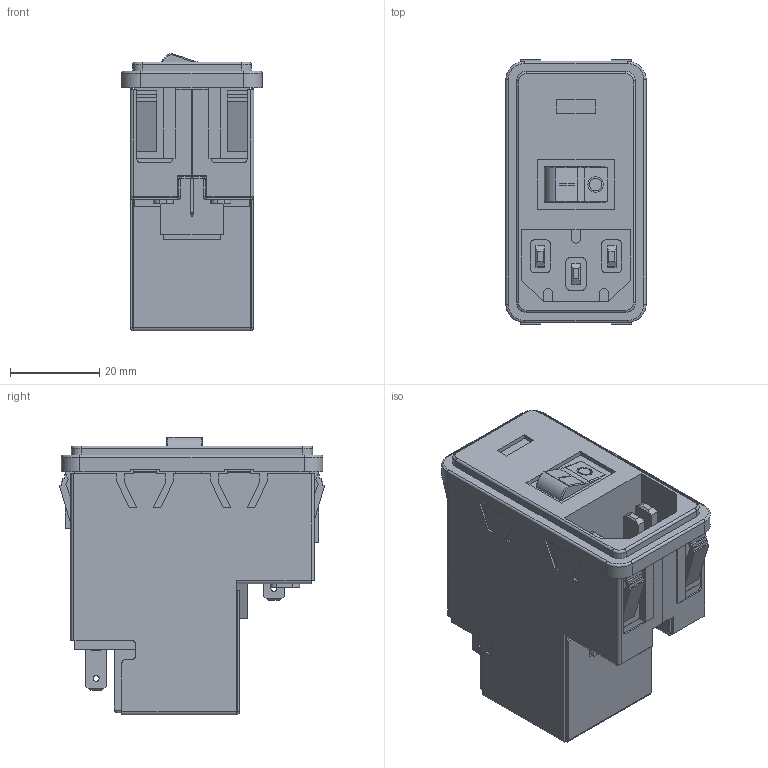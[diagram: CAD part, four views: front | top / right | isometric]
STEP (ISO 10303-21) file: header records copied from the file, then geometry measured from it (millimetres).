
FILE_DESCRIPTION (( 'STEP AP203' ), '1' );
FILE_NAME ('83544000-R1.STEP', '2007-07-23T14:58:36', ( ' ' ), ( ' ' ), 'SwSTEP 2.0', 'SolidWorks 2007', '' );
FILE_SCHEMA (( 'CONFIG_CONTROL_DESIGN' ));
Length unit declared in the file: millimetre
Products named in the file (1): 83544000-R1
Bounding box: 31.49 x 59.52 x 62.25 mm (x, y, z)
Volume: 64329.4 mm3; surface area: 35851.7 mm2
Topology: 2 solids, 2 shells, 870 faces, 2336 edges, 1500 vertices
Faces by surface type: plane 680, cylinder 139, bspline 37, torus 12, sphere 2
Entity records: 28812 total; most frequent: CARTESIAN_POINT 6967, ORIENTED_EDGE 4668, DIRECTION 4202, EDGE_CURVE 2334, VECTOR 1970, LINE 1970, VERTEX_POINT 1500, AXIS2_PLACEMENT_3D 1116
